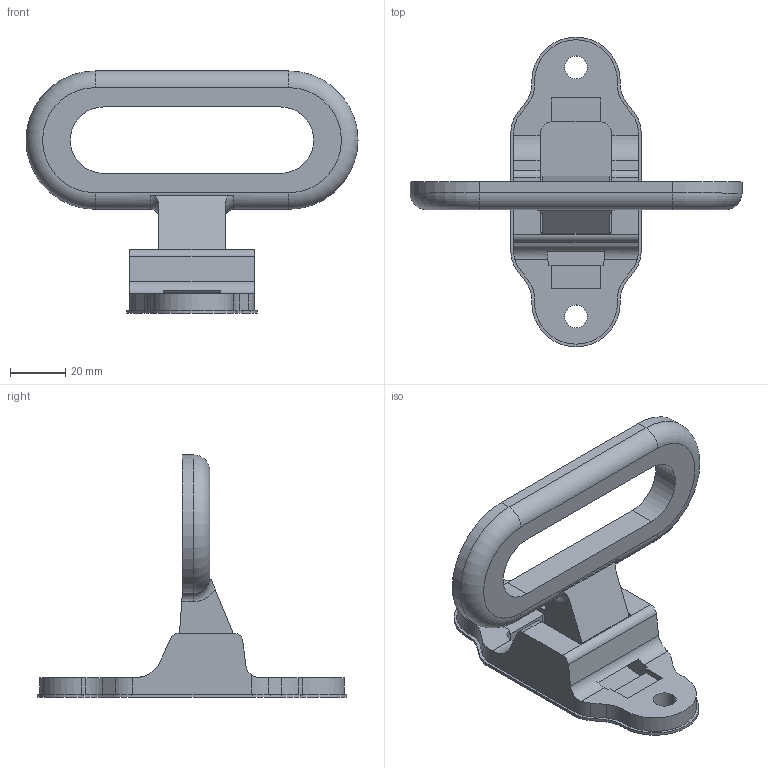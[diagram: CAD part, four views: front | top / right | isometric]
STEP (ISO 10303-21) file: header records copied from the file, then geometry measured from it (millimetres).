
FILE_DESCRIPTION (( 'STEP AP203' ), '1' );
FILE_NAME ('K-1856-2.STEP', '2012-05-30T00:31:08', ( '11sw' ), ( 'タキゲン製造株式会社' ), 'SwSTEP 2.0', 'SolidWorks 2011', '' );
FILE_SCHEMA (( 'CONFIG_CONTROL_DESIGN' ));
Length unit declared in the file: millimetre
Products named in the file (4): K-1856-2; K-1856-2ステップ_; K-1856-2パッキン; K-1856-2ベース
Assembly tree (3 placements, depth 2):
  K-1856-2
    K-1856-2ステップ_
    K-1856-2パッキン
    K-1856-2ベース
Bounding box: 120 x 112 x 87.5 mm (x, y, z)
Volume: 73389 mm3; surface area: 34437.6 mm2
Topology: 3 solids, 3 shells, 130 faces, 369 edges, 244 vertices
Faces by surface type: plane 68, cylinder 58, torus 4
Entity records: 4727 total; most frequent: CARTESIAN_POINT 813, DIRECTION 753, ORIENTED_EDGE 738, EDGE_CURVE 369, AXIS2_PLACEMENT_3D 260, VERTEX_POINT 244, VECTOR 233, LINE 233
